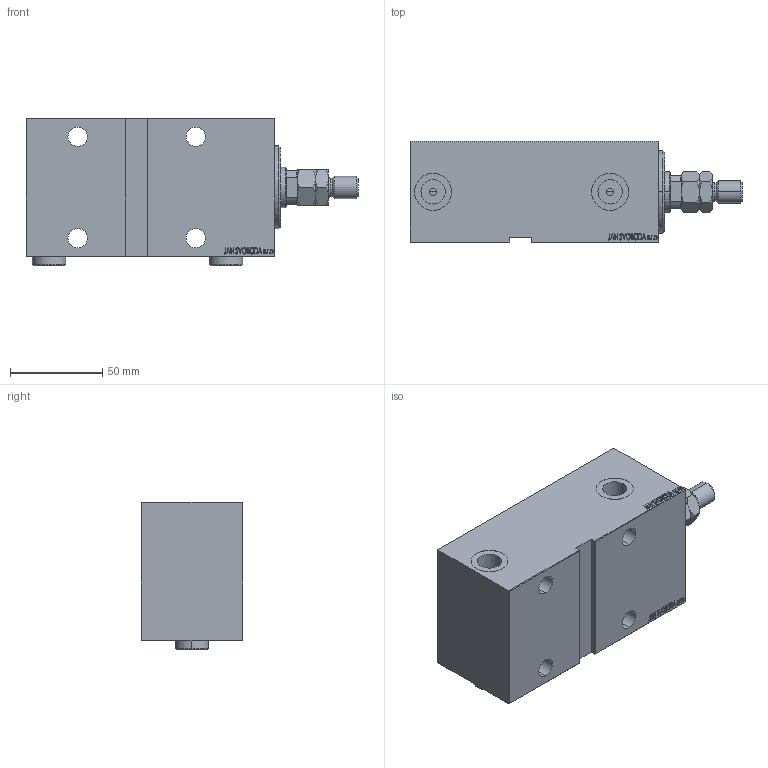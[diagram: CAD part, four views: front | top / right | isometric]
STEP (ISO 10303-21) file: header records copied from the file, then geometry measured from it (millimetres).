
FILE_DESCRIPTION (( 'STEP AP203' ), '1' );
FILE_NAME ('71ea.STEP', '2024-05-20T09:32:35', ( '' ), ( '' ), 'SwSTEP 2.0', 'SolidWorks 2019', '' );
FILE_SCHEMA (( 'CONFIG_CONTROL_DESIGN' ));
Length unit declared in the file: millimetre
Products named in the file (6): Zatka_OIL_PORT f898444e09424df5baac08dc7f9c0867; V450CM_E_VCP f898444e09424df5baac08dc7f9c0867; V450CM_E_Body f898444e09424df5baac08dc7f9c0867; 71ea; MTA f898444e09424df5baac08dc7f9c0867; V450CM_VC_B f898444e09424df5baac08dc7f9c0867
Assembly tree (6 placements, depth 2):
  71ea
    V450CM_E_Body f898444e09424df5baac08dc7f9c0867
    V450CM_E_VCP f898444e09424df5baac08dc7f9c0867
    V450CM_VC_B f898444e09424df5baac08dc7f9c0867
    MTA f898444e09424df5baac08dc7f9c0867
    Zatka_OIL_PORT f898444e09424df5baac08dc7f9c0867  x2
Bounding box: 180 x 55 x 79.9 mm (x, y, z)
Volume: 503674.3 mm3; surface area: 89462.7 mm2
Topology: 6 solids, 6 shells, 958 faces, 2414 edges, 1583 vertices
Faces by surface type: plane 460, bspline 380, cylinder 70, cone 46, torus 2
Entity records: 45864 total; most frequent: CARTESIAN_POINT 25167, ORIENTED_EDGE 4744, DIRECTION 2862, EDGE_CURVE 2372, VERTEX_POINT 1559, VECTOR 1378, LINE 1378, EDGE_LOOP 1069
